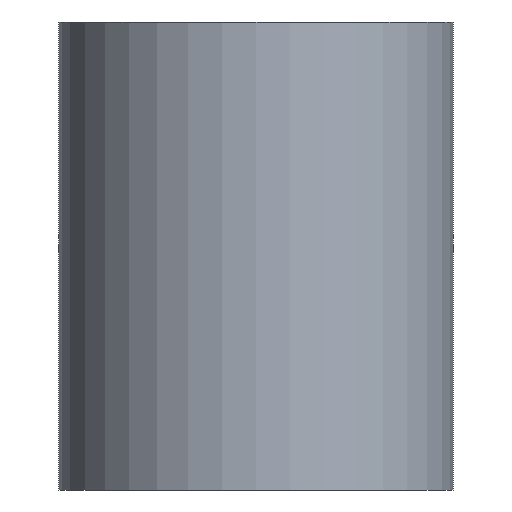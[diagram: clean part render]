
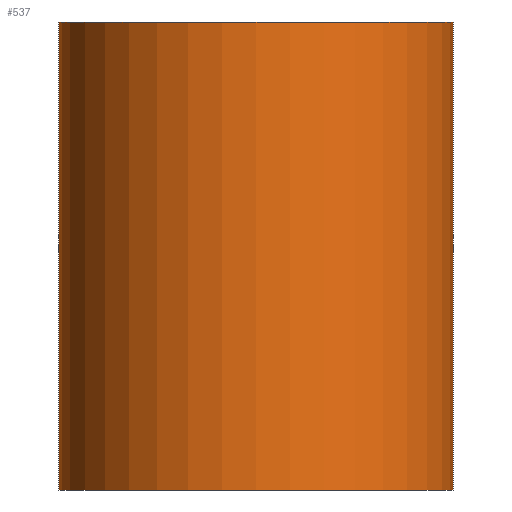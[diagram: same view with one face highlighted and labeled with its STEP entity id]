
A CAD part, front view. The second image highlights one B-rep face of the part: STEP entity #537.
In plain terms, the highlighted cylindrical face has radius 13.5 mm (diameter 27 mm), a partial arc.
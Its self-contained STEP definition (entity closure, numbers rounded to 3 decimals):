
#15 = AXIS2_PLACEMENT_3D ( 'NONE', #576, #863, #788 ) ;
#74 = FACE_OUTER_BOUND ( 'NONE', #1076, .T. ) ;
#86 = VERTEX_POINT ( 'NONE', #497 ) ;
#151 = EDGE_CURVE ( 'NONE', #917, #86, #505, .T. ) ;
#164 = CARTESIAN_POINT ( 'NONE',  ( 13.5, 0., 16. ) ) ;
#238 = AXIS2_PLACEMENT_3D ( 'NONE', #1132, #1138, #861 ) ;
#243 = LINE ( 'NONE', #621, #658 ) ;
#278 = DIRECTION ( 'NONE',  ( 1., 0., 0. ) ) ;
#306 = ORIENTED_EDGE ( 'NONE', *, *, #837, .F. ) ;
#320 = DIRECTION ( 'NONE',  ( 0., 0., -1. ) ) ;
#322 = CARTESIAN_POINT ( 'NONE',  ( -13.5, 0., 16. ) ) ;
#448 = EDGE_CURVE ( 'NONE', #86, #552, #1071, .T. ) ;
#461 = CARTESIAN_POINT ( 'NONE',  ( 13.5, 0., -16. ) ) ;
#497 = CARTESIAN_POINT ( 'NONE',  ( -13.5, 0., -16. ) ) ;
#505 = LINE ( 'NONE', #827, #1093 ) ;
#509 = VERTEX_POINT ( 'NONE', #164 ) ;
#537 = ADVANCED_FACE ( 'NONE', ( #74 ), #952, .T. ) ;
#545 = AXIS2_PLACEMENT_3D ( 'NONE', #1228, #1043, #278 ) ;
#552 = VERTEX_POINT ( 'NONE', #461 ) ;
#576 = CARTESIAN_POINT ( 'NONE',  ( 0., 0., -16. ) ) ;
#604 = EDGE_CURVE ( 'NONE', #917, #509, #969, .T. ) ;
#621 = CARTESIAN_POINT ( 'NONE',  ( 13.5, 0., 16. ) ) ;
#629 = DIRECTION ( 'NONE',  ( 0., 0., -1. ) ) ;
#635 = ORIENTED_EDGE ( 'NONE', *, *, #151, .T. ) ;
#658 = VECTOR ( 'NONE', #629, 1000. ) ;
#788 = DIRECTION ( 'NONE',  ( 1., 0., 0. ) ) ;
#827 = CARTESIAN_POINT ( 'NONE',  ( -13.5, 0., 16. ) ) ;
#837 = EDGE_CURVE ( 'NONE', #509, #552, #243, .T. ) ;
#861 = DIRECTION ( 'NONE',  ( -1., 0., 0. ) ) ;
#863 = DIRECTION ( 'NONE',  ( 0., 0., 1. ) ) ;
#876 = ORIENTED_EDGE ( 'NONE', *, *, #448, .T. ) ;
#917 = VERTEX_POINT ( 'NONE', #322 ) ;
#952 = CYLINDRICAL_SURFACE ( 'NONE', #238, 13.5 ) ;
#969 = CIRCLE ( 'NONE', #545, 13.5 ) ;
#1043 = DIRECTION ( 'NONE',  ( 0., 0., 1. ) ) ;
#1071 = CIRCLE ( 'NONE', #15, 13.5 ) ;
#1076 = EDGE_LOOP ( 'NONE', ( #306, #1146, #635, #876 ) ) ;
#1093 = VECTOR ( 'NONE', #320, 1000. ) ;
#1132 = CARTESIAN_POINT ( 'NONE',  ( 0., 0., 16. ) ) ;
#1138 = DIRECTION ( 'NONE',  ( 0., 0., -1. ) ) ;
#1146 = ORIENTED_EDGE ( 'NONE', *, *, #604, .F. ) ;
#1228 = CARTESIAN_POINT ( 'NONE',  ( 0., 0., 16. ) ) ;
